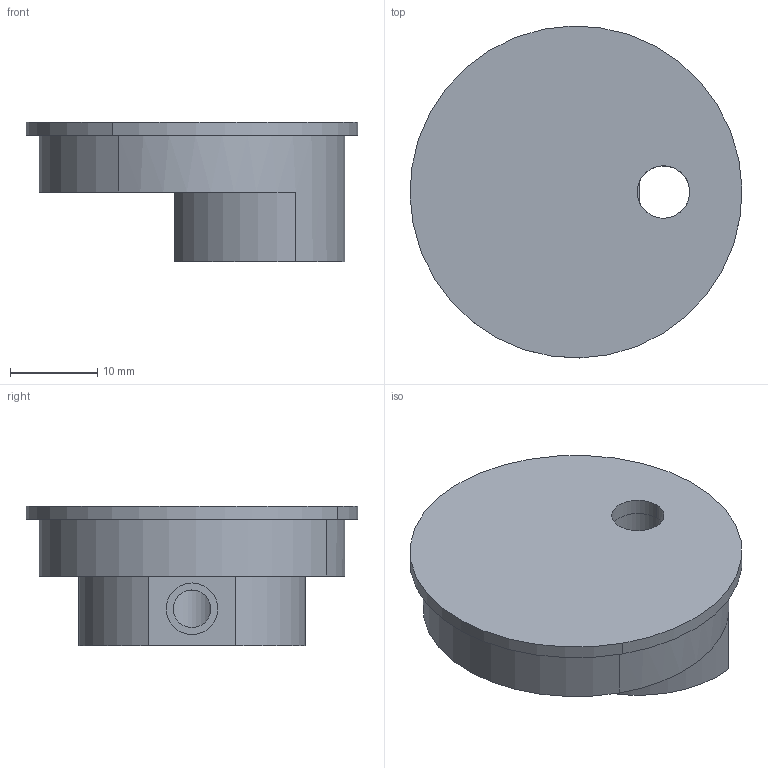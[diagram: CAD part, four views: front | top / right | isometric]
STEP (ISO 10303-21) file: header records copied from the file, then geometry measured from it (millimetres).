
FILE_DESCRIPTION(('CATIA V5 STEP Exchange'),'2;1');
FILE_NAME('59_excentrique_V2.stp','2023-12-19T18:19:39+00:00',('none'),('none'),'Unofficial Packaging Version','CATIA V5 STEP AP203','none');
FILE_SCHEMA(('CONFIG_CONTROL_DESIGN'));
Length unit declared in the file: millimetre
Products named in the file (1): 59_Excentrique
Bounding box: 37.99 x 37.99 x 16 mm (x, y, z)
Volume: 10528.9 mm3; surface area: 4131.2 mm2
Topology: 1 solids, 1 shells, 22 faces, 55 edges, 36 vertices
Faces by surface type: cylinder 13, plane 9
Entity records: 670 total; most frequent: CARTESIAN_POINT 127, ORIENTED_EDGE 110, DIRECTION 81, EDGE_CURVE 55, AXIS2_PLACEMENT_3D 45, VERTEX_POINT 36, CIRCLE 29, EDGE_LOOP 27
